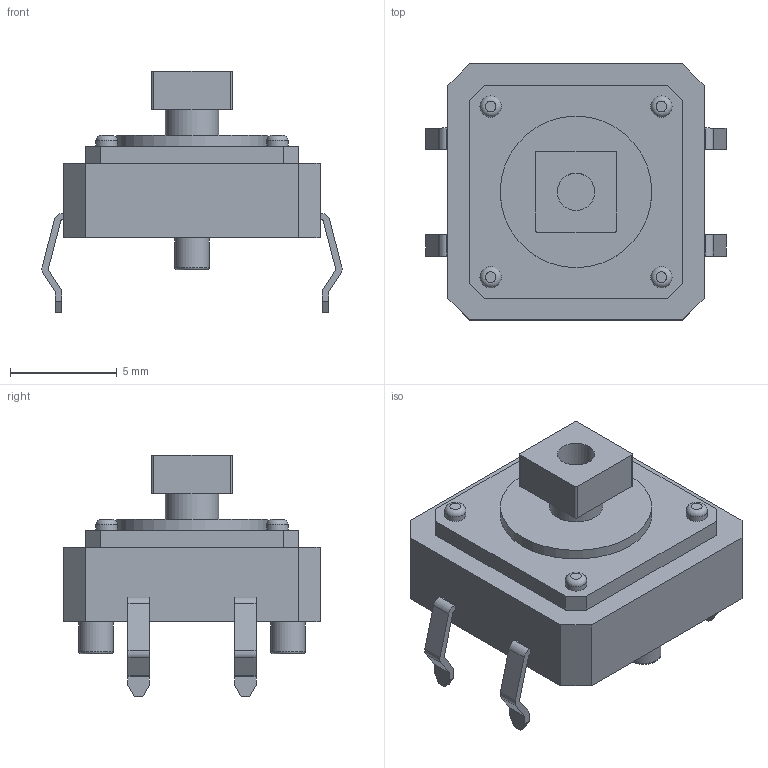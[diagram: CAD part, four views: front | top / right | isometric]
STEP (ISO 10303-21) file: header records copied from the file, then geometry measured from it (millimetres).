
FILE_DESCRIPTION(/* description */ ('STEP AP214'),/* implementation_level */ '2;1');
FILE_NAME(/* name */ '5fe7e779b4409911e433a3e6',/* time_stamp */ '2020-12-27T01:46:33+00:00',/* author */ (''),/* organization */ (''),/* preprocessor_version */ 'ST-DEVELOPER v18.1',/* originating_system */ ' ',/* authorisation */ ' ');
FILE_SCHEMA (('AUTOMOTIVE_DESIGN {1 0 10303 214 3 1 1}'));
Length unit declared in the file: metre
Products named in the file (1): B3F-4050
Bounding box: 14.06 x 12 x 11.3 mm (x, y, z)
Volume: 634.3 mm3; surface area: 625.7 mm2
Topology: 1 solids, 1 shells, 128 faces, 328 edges, 217 vertices
Faces by surface type: plane 85, cylinder 37, torus 6
Full cylindrical faces by diameter (mm): 1 x4, 1.6 x2, 1.75 x1, 2.5 x1, 7.1 x1
Entity records: 4171 total; most frequent: CARTESIAN_POINT 657, DIRECTION 650, ORIENTED_EDGE 624, EDGE_CURVE 312, LINE 232, VECTOR 232, VERTEX_POINT 216, AXIS2_PLACEMENT_3D 209
